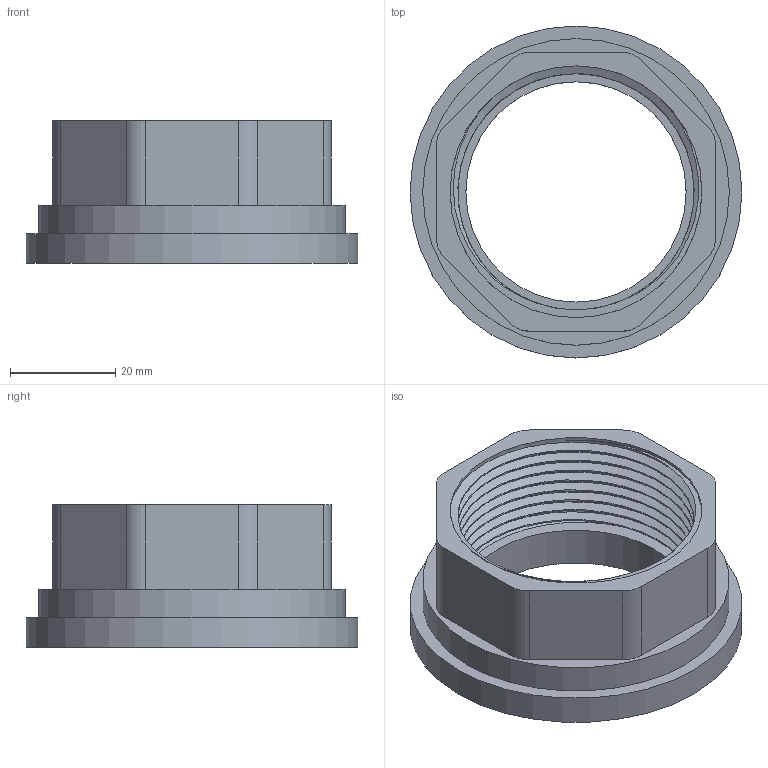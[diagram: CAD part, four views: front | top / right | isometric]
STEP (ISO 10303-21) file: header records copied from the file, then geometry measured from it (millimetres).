
FILE_DESCRIPTION(/* description */ (''),/* implementation_level */ '2;1');
FILE_NAME(/* name */ 'EF0614.000.050.step',/* time_stamp */ '2026-01-07T10:44:01+01:00',/* author */ (''),/* organization */ (''),/* preprocessor_version */ 'ST-DEVELOPER v20.1',/* originating_system */ 'Autodesk Translation Framework v14.21.0.0',/* authorisation */ '');
FILE_SCHEMA (('AUTOMOTIVE_DESIGN { 1 0 10303 214 3 1 1 }'));
Length unit declared in the file: millimetre
Products named in the file (1): 2026-01-07-09-37-52-756
Bounding box: 63 x 63 x 27 mm (x, y, z)
Volume: 25412.7 mm3; surface area: 14392.6 mm2
Topology: 1 solids, 1 shells, 50 faces, 134 edges, 89 vertices
Faces by surface type: cylinder 30, plane 16, bspline 4
Full cylindrical faces by diameter (mm): 41.8 x1, 44.845 x7, 47.803 x8, 58.2 x1, 63 x1
Entity records: 8132 total; most frequent: CARTESIAN_POINT 6919, ORIENTED_EDGE 268, DIRECTION 210, EDGE_CURVE 134, VERTEX_POINT 89, AXIS2_PLACEMENT_3D 79, EDGE_LOOP 55, LINE 52
